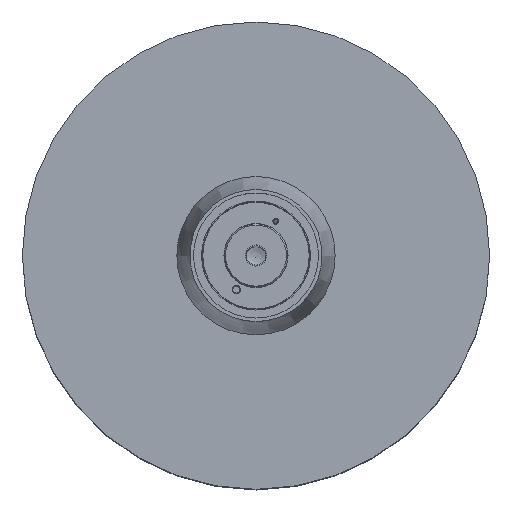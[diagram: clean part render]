
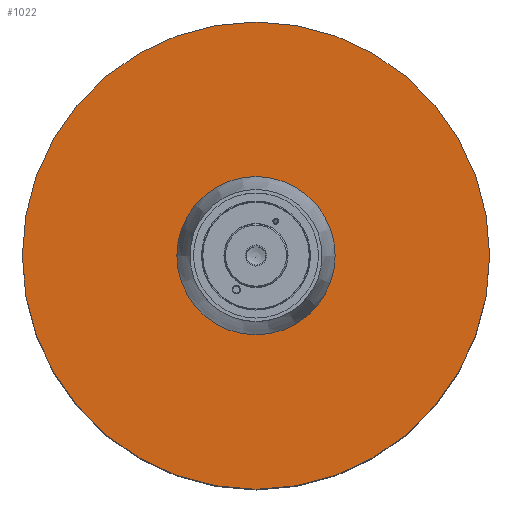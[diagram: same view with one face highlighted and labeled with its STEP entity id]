
A CAD part, top view. The second image highlights one B-rep face of the part: STEP entity #1022.
In plain terms, the highlighted planar face has unit normal (0, 0, 1).
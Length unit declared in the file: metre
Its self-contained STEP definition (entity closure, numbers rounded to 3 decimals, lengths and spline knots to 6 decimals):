
#62=PLANE('',#1182);
#177=ORIENTED_EDGE('',*,*,#319,.T.);
#178=ORIENTED_EDGE('',*,*,#320,.F.);
#319=EDGE_CURVE('',#415,#415,#511,.T.);
#320=EDGE_CURVE('',#416,#416,#512,.T.);
#415=VERTEX_POINT('',#1814);
#416=VERTEX_POINT('',#1816);
#511=CIRCLE('',#1183,0.273484);
#512=CIRCLE('',#1184,0.807544);
#657=EDGE_LOOP('',(#177));
#658=EDGE_LOOP('',(#178));
#849=FACE_BOUND('',#657,.T.);
#850=FACE_BOUND('',#658,.T.);
#1022=ADVANCED_FACE('',(#849,#850),#62,.T.);
#1182=AXIS2_PLACEMENT_3D('',#1812,#1477,#1478);
#1183=AXIS2_PLACEMENT_3D('',#1813,#1479,#1480);
#1184=AXIS2_PLACEMENT_3D('',#1815,#1481,#1482);
#1477=DIRECTION('',(0.,0.,1.));
#1478=DIRECTION('',(1.,0.,0.));
#1479=DIRECTION('',(0.,0.,-1.));
#1480=DIRECTION('',(-1.,0.,0.));
#1481=DIRECTION('',(0.,0.,-1.));
#1482=DIRECTION('',(-1.,0.,0.));
#1812=CARTESIAN_POINT('',(-0.540514,0.,1.431001));
#1813=CARTESIAN_POINT('',(0.,0.,1.431001));
#1814=CARTESIAN_POINT('',(-0.273484,0.,1.431001));
#1815=CARTESIAN_POINT('',(0.,0.,1.431001));
#1816=CARTESIAN_POINT('',(-0.807544,0.,1.431001));
